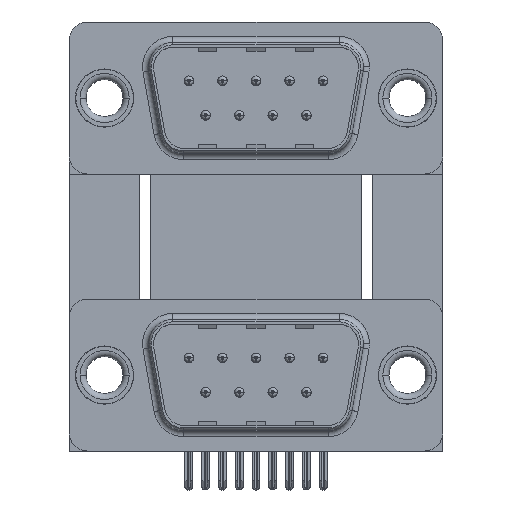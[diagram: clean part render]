
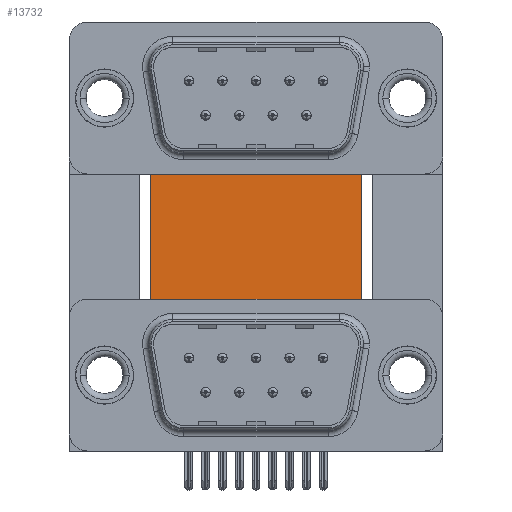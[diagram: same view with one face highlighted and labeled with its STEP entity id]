
A CAD part, top view. The second image highlights one B-rep face of the part: STEP entity #13732.
In plain terms, the highlighted planar face has unit normal (0, 0, 1).
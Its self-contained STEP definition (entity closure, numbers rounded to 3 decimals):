
#37 = DIRECTION ( 'NONE',  ( 1., 0., 0. ) ) ;
#296 = ORIENTED_EDGE ( 'NONE', *, *, #2939, .F. ) ;
#768 = EDGE_CURVE ( 'NONE', #16509, #5935, #7646, .T. ) ;
#869 = PLANE ( 'NONE',  #24930 ) ;
#920 = DIRECTION ( 'NONE',  ( 1., 0., 0. ) ) ;
#1026 = LINE ( 'NONE', #15406, #13579 ) ;
#1380 = DIRECTION ( 'NONE',  ( 0., 1., 0. ) ) ;
#1585 = ORIENTED_EDGE ( 'NONE', *, *, #18933, .T. ) ;
#1900 = CARTESIAN_POINT ( 'NONE',  ( 3.79, 16.585, -12. ) ) ;
#2823 = LINE ( 'NONE', #8732, #21904 ) ;
#2939 = EDGE_CURVE ( 'NONE', #13809, #5669, #1026, .T. ) ;
#3032 = ORIENTED_EDGE ( 'NONE', *, *, #4272, .T. ) ;
#3061 = VERTEX_POINT ( 'NONE', #15527 ) ;
#3809 = LINE ( 'NONE', #23884, #4122 ) ;
#4015 = ORIENTED_EDGE ( 'NONE', *, *, #15296, .T. ) ;
#4122 = VECTOR ( 'NONE', #37, 1000. ) ;
#4272 = EDGE_CURVE ( 'NONE', #21461, #16509, #4954, .T. ) ;
#4343 = EDGE_LOOP ( 'NONE', ( #1585, #4392, #11135, #19964, #4583, #296, #4015, #12740, #3032, #25766 ) ) ;
#4392 = ORIENTED_EDGE ( 'NONE', *, *, #11667, .T. ) ;
#4583 = ORIENTED_EDGE ( 'NONE', *, *, #16748, .F. ) ;
#4636 = CARTESIAN_POINT ( 'NONE',  ( 22.09, -3.735, -12. ) ) ;
#4954 = LINE ( 'NONE', #18804, #21123 ) ;
#5097 = DIRECTION ( 'NONE',  ( 1., 0., 0. ) ) ;
#5325 = CARTESIAN_POINT ( 'NONE',  ( 2.9, -3.735, -12. ) ) ;
#5495 = CARTESIAN_POINT ( 'NONE',  ( 22.09, -4.635, -12. ) ) ;
#5669 = VERTEX_POINT ( 'NONE', #7612 ) ;
#5838 = DIRECTION ( 'NONE',  ( 0., -1., 0. ) ) ;
#5935 = VERTEX_POINT ( 'NONE', #5325 ) ;
#6287 = DIRECTION ( 'NONE',  ( -0.336, 0.942, 0. ) ) ;
#6749 = EDGE_CURVE ( 'NONE', #3061, #15233, #12800, .T. ) ;
#6753 = DIRECTION ( 'NONE',  ( 0., -1., 0. ) ) ;
#6840 = DIRECTION ( 'NONE',  ( 0., 0., -1. ) ) ;
#7403 = LINE ( 'NONE', #9363, #12423 ) ;
#7612 = CARTESIAN_POINT ( 'NONE',  ( 21.2, 16.585, -12. ) ) ;
#7646 = LINE ( 'NONE', #23544, #18991 ) ;
#8186 = CARTESIAN_POINT ( 'NONE',  ( 3.79, 16.585, -12. ) ) ;
#8732 = CARTESIAN_POINT ( 'NONE',  ( 22.09, -3.735, -12. ) ) ;
#9162 = LINE ( 'NONE', #5495, #25461 ) ;
#9215 = CARTESIAN_POINT ( 'NONE',  ( 22.09, -4.635, -12. ) ) ;
#9250 = EDGE_CURVE ( 'NONE', #22552, #21461, #24488, .T. ) ;
#9363 = CARTESIAN_POINT ( 'NONE',  ( 21.2, 16.585, -12. ) ) ;
#9644 = LINE ( 'NONE', #1900, #13202 ) ;
#10177 = CARTESIAN_POINT ( 'NONE',  ( 2.9, -4.635, -12. ) ) ;
#11135 = ORIENTED_EDGE ( 'NONE', *, *, #20513, .T. ) ;
#11340 = DIRECTION ( 'NONE',  ( 0., -1., 0. ) ) ;
#11667 = EDGE_CURVE ( 'NONE', #12256, #17159, #2823, .T. ) ;
#12256 = VERTEX_POINT ( 'NONE', #4636 ) ;
#12423 = VECTOR ( 'NONE', #5838, 1000. ) ;
#12740 = ORIENTED_EDGE ( 'NONE', *, *, #9250, .T. ) ;
#12800 = LINE ( 'NONE', #24405, #17560 ) ;
#13008 = CARTESIAN_POINT ( 'NONE',  ( 2.4, -4.635, -12. ) ) ;
#13202 = VECTOR ( 'NONE', #11340, 1000. ) ;
#13579 = VECTOR ( 'NONE', #21393, 1000. ) ;
#13732 = ADVANCED_FACE ( 'NONE', ( #18751 ), #869, .F. ) ;
#13809 = VERTEX_POINT ( 'NONE', #19516 ) ;
#14803 = DIRECTION ( 'NONE',  ( -1., 0., 0. ) ) ;
#15233 = VERTEX_POINT ( 'NONE', #24639 ) ;
#15296 = EDGE_CURVE ( 'NONE', #13809, #22552, #9644, .T. ) ;
#15406 = CARTESIAN_POINT ( 'NONE',  ( 3.79, 16.585, -12. ) ) ;
#15527 = CARTESIAN_POINT ( 'NONE',  ( 22.59, -4.635, -12. ) ) ;
#16509 = VERTEX_POINT ( 'NONE', #10177 ) ;
#16524 = DIRECTION ( 'NONE',  ( -0.336, -0.942, 0. ) ) ;
#16748 = EDGE_CURVE ( 'NONE', #5669, #15233, #7403, .T. ) ;
#17159 = VERTEX_POINT ( 'NONE', #9215 ) ;
#17560 = VECTOR ( 'NONE', #6287, 1000. ) ;
#18751 = FACE_OUTER_BOUND ( 'NONE', #4343, .T. ) ;
#18804 = CARTESIAN_POINT ( 'NONE',  ( 2.9, -4.635, -12. ) ) ;
#18933 = EDGE_CURVE ( 'NONE', #5935, #12256, #3809, .T. ) ;
#18991 = VECTOR ( 'NONE', #1380, 1000. ) ;
#19516 = CARTESIAN_POINT ( 'NONE',  ( 3.79, 16.585, -12. ) ) ;
#19964 = ORIENTED_EDGE ( 'NONE', *, *, #6749, .T. ) ;
#20513 = EDGE_CURVE ( 'NONE', #17159, #3061, #9162, .T. ) ;
#21057 = CARTESIAN_POINT ( 'NONE',  ( 2.4, -4.635, -12. ) ) ;
#21123 = VECTOR ( 'NONE', #920, 1000. ) ;
#21393 = DIRECTION ( 'NONE',  ( 1., 0., 0. ) ) ;
#21461 = VERTEX_POINT ( 'NONE', #13008 ) ;
#21904 = VECTOR ( 'NONE', #6753, 1000. ) ;
#22552 = VERTEX_POINT ( 'NONE', #23382 ) ;
#23382 = CARTESIAN_POINT ( 'NONE',  ( 3.79, -0.735, -12. ) ) ;
#23544 = CARTESIAN_POINT ( 'NONE',  ( 2.9, -3.735, -12. ) ) ;
#23614 = VECTOR ( 'NONE', #16524, 1000. ) ;
#23884 = CARTESIAN_POINT ( 'NONE',  ( 3.79, -3.735, -12. ) ) ;
#24405 = CARTESIAN_POINT ( 'NONE',  ( 22.59, -4.635, -12. ) ) ;
#24488 = LINE ( 'NONE', #21057, #23614 ) ;
#24639 = CARTESIAN_POINT ( 'NONE',  ( 21.2, -0.735, -12. ) ) ;
#24930 = AXIS2_PLACEMENT_3D ( 'NONE', #8186, #6840, #14803 ) ;
#25461 = VECTOR ( 'NONE', #5097, 1000. ) ;
#25766 = ORIENTED_EDGE ( 'NONE', *, *, #768, .T. ) ;
